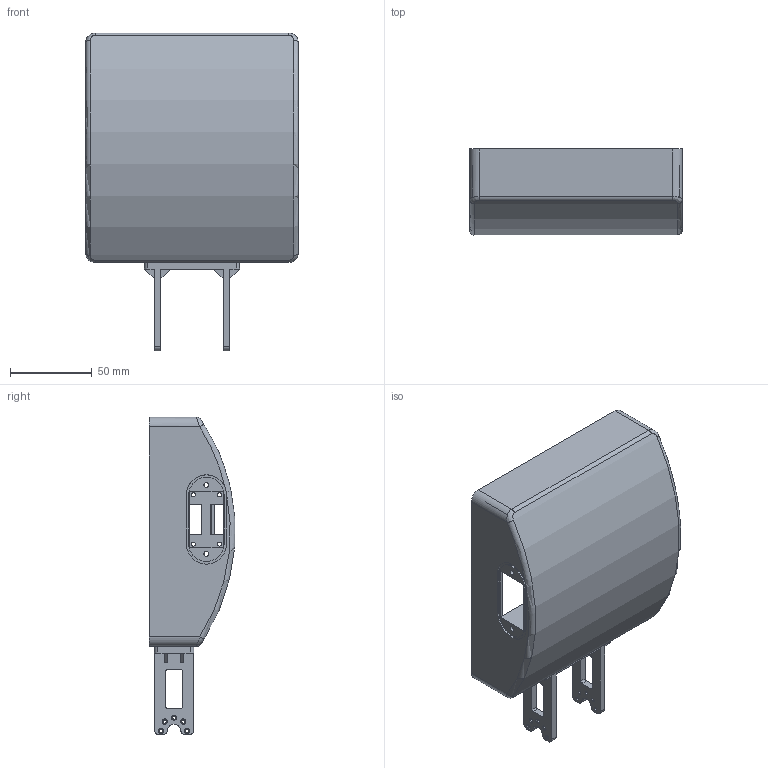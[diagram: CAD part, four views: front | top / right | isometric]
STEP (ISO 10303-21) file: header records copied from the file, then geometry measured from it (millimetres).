
FILE_DESCRIPTION(/* description */ (''),/* implementation_level */ '2;1');
FILE_NAME(/* name */ 'V20_EndBody_BatteryAssembly.stp',/* time_stamp */ '2025-10-28T09:49:40+10:30',/* author */ ('matth'),/* organization */ (''),/* preprocessor_version */ 'ST-DEVELOPER v20.1',/* originating_system */ 'Autodesk Inventor 2026',/* authorisation */ '');
FILE_SCHEMA (('AUTOMOTIVE_DESIGN { 1 0 10303 214 3 1 1 }'));
Length unit declared in the file: millimetre
Products named in the file (4): Final_End_Body_Assembly; FINAL_End_Body_Template; 2025_hinge_attachment; botclamp30deg
Assembly tree (3 placements, depth 2):
  Final_End_Body_Assembly
    FINAL_End_Body_Template
    2025_hinge_attachment
    botclamp30deg
Bounding box: 130 x 52.4 x 194 mm (x, y, z)
Volume: 110954 mm3; surface area: 100111.3 mm2
Topology: 3 solids, 3 shells, 310 faces, 831 edges, 536 vertices
Faces by surface type: plane 179, cylinder 107, cone 14, sphere 4, bspline 4, torus 2
Full cylindrical faces by diameter (mm): 2 x14, 2.5 x8, 3 x4, 4.5 x4
Entity records: 10059 total; most frequent: CARTESIAN_POINT 1852, DIRECTION 1685, ORIENTED_EDGE 1662, EDGE_CURVE 831, LINE 583, VECTOR 583, AXIS2_PLACEMENT_3D 551, VERTEX_POINT 536
